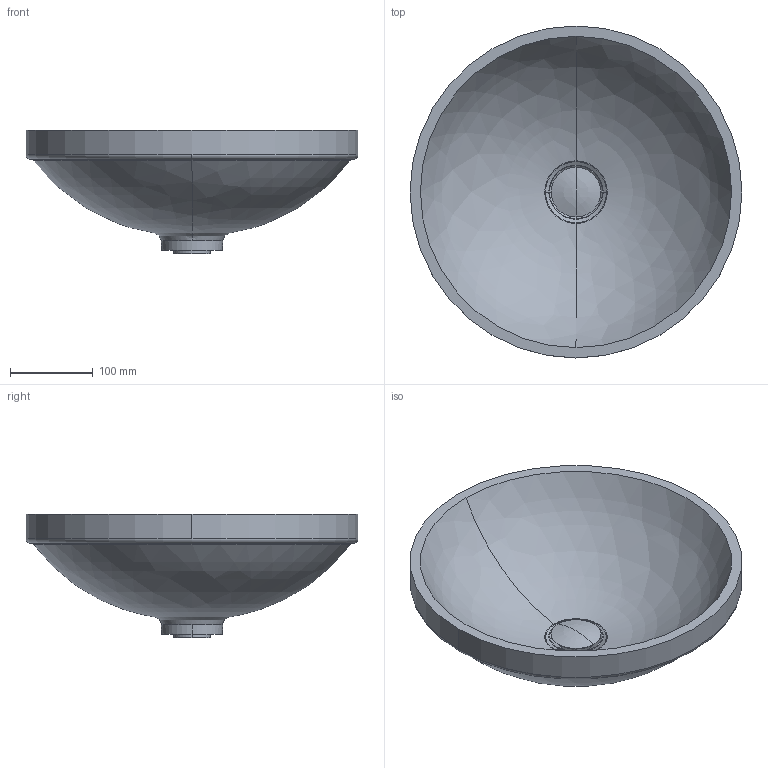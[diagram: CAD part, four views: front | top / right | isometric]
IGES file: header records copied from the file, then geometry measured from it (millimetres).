
Global section: file name: No Iges File Name specified; native system: Autodesk Inventor 2011; preprocessor: AutoDesk Inventor Iges Exporter R2011; author: Administrator; date: 20140206.142647; units: millimetre
Bounding box: 400 x 400 x 149.27 mm (x, y, z)
Volume: 3158793.5 mm3; surface area: 392666.2 mm2
Topology: 3 solids, 3 shells, 61 faces, 158 edges, 103 vertices
Faces by surface type: plane 15, cylinder 14, bspline 10, torus 10, revolution 8, cone 4
